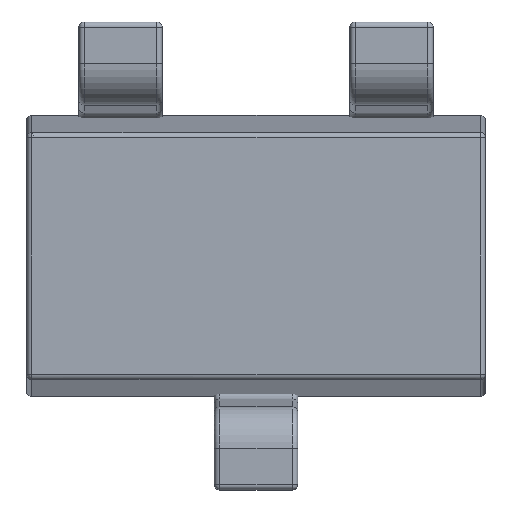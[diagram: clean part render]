
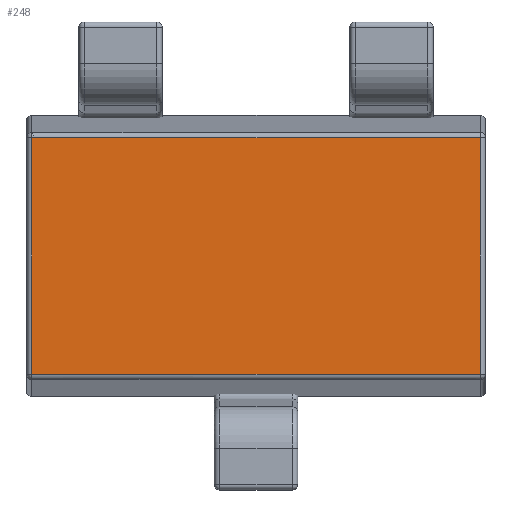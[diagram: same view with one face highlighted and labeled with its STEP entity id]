
A CAD part, front view. The second image highlights one B-rep face of the part: STEP entity #248.
In plain terms, the highlighted face is planar.
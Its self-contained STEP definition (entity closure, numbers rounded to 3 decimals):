
#209=CARTESIAN_POINT('',(0.,0.,0.1));
#210=DIRECTION('',(0.0,0.0,1.0));
#211=DIRECTION('',(1.0,0.0,0.0));
#212=AXIS2_PLACEMENT_3D('',#209,#210,#211);
#213=PLANE('',#212);
#214=CARTESIAN_POINT('',(0.568,1.075,0.1));
#215=VERTEX_POINT('',#214);
#216=CARTESIAN_POINT('',(-0.568,1.075,0.1));
#217=VERTEX_POINT('',#216);
#218=CARTESIAN_POINT('',(0.568,1.075,0.1));
#219=DIRECTION('',(-1.0,0.0,0.0));
#220=VECTOR('',#219,1.136);
#221=LINE('',#218,#220);
#222=EDGE_CURVE('',#215,#217,#221,.T.);
#223=ORIENTED_EDGE('',*,*,#222,.F.);
#224=CARTESIAN_POINT('',(0.568,-1.075,0.1));
#225=VERTEX_POINT('',#224);
#226=CARTESIAN_POINT('',(0.568,-1.075,0.1));
#227=DIRECTION('',(0.0,1.0,0.0));
#228=VECTOR('',#227,2.15);
#229=LINE('',#226,#228);
#230=EDGE_CURVE('',#225,#215,#229,.T.);
#231=ORIENTED_EDGE('',*,*,#230,.F.);
#232=CARTESIAN_POINT('',(-0.568,-1.075,0.1));
#233=VERTEX_POINT('',#232);
#234=CARTESIAN_POINT('',(-0.568,-1.075,0.1));
#235=DIRECTION('',(1.0,0.0,0.0));
#236=VECTOR('',#235,1.136);
#237=LINE('',#234,#236);
#238=EDGE_CURVE('',#233,#225,#237,.T.);
#239=ORIENTED_EDGE('',*,*,#238,.F.);
#240=CARTESIAN_POINT('',(-0.568,1.075,0.1));
#241=DIRECTION('',(0.0,-1.0,0.0));
#242=VECTOR('',#241,2.15);
#243=LINE('',#240,#242);
#244=EDGE_CURVE('',#217,#233,#243,.T.);
#245=ORIENTED_EDGE('',*,*,#244,.F.);
#246=EDGE_LOOP('',(#223,#231,#239,#245));
#247=FACE_OUTER_BOUND('',#246,.T.);
#248=ADVANCED_FACE('',(#247),#213,.F.);
